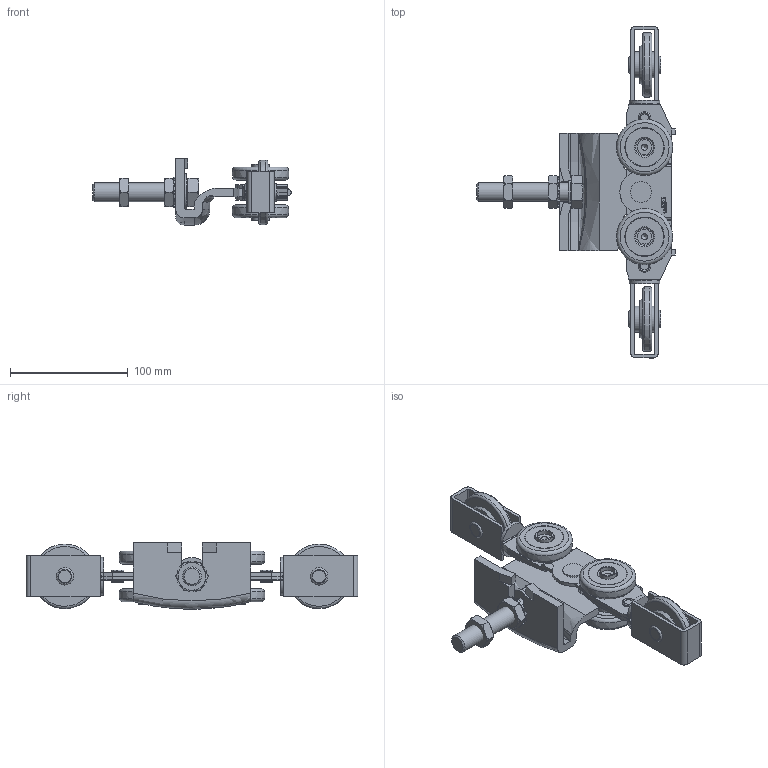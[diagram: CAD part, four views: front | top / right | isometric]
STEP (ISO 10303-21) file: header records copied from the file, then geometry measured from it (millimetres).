
FILE_DESCRIPTION(/* description */ (''),/* implementation_level */ '2;1');
FILE_NAME(/* name */ '9252SE.stp',/* time_stamp */ '2018-10-30T14:05:56+01:00',/* author */ ('ANTHONY'),/* organization */ (''),/* preprocessor_version */ 'ST-DEVELOPER v16.5',/* originating_system */ 'Autodesk Inventor 2017',/* authorisation */ '');
FILE_SCHEMA (('AUTOMOTIVE_DESIGN { 1 0 10303 214 3 1 1 }'));
Length unit declared in the file: millimetre
Products named in the file (16): 9252SE; 9252; 15180; 15709; 15821; 15210; 15823; S5H; 04552; 15745; 09045; 06016; 15908; 16452; 16224; 16668
Assembly tree (27 placements, depth 4):
  9252SE
    9252
      15180  x2
      15709
      15821  x4
      15210
      15823  x2
      S5H
        04552
        15745
        09045
        06016  x2
    15908  x4
    16452  x2
    16224  x2
    16668  x2
Bounding box: 168.55 x 282 x 56.35 mm (x, y, z)
Volume: 328927.7 mm3; surface area: 176567.7 mm2
Topology: 33 solids, 33 shells, 966 faces, 2394 edges, 1552 vertices
Faces by surface type: plane 519, cylinder 288, bspline 89, torus 36, cone 34
Full cylindrical faces by diameter (mm): 1.342 x2, 1.458 x2, 5.2 x8, 10.4 x4, 11.8 x4, 12 x2, 12.2 x4, 12.5 x8, 13.835 x2, 14.8 x4, 15 x6, 15.8 x1, 16 x1, 16.2 x4, 16.3 x2, 17 x1, 18 x1, 22 x5, 24 x4, 25 x4, 27 x4, 32 x1, 32.6 x8, 33.4 x8
Entity records: 16992 total; most frequent: CARTESIAN_POINT 3907, DIRECTION 2579, ORIENTED_EDGE 2560, EDGE_CURVE 1280, AXIS2_PLACEMENT_3D 899, VERTEX_POINT 875, LINE 781, VECTOR 781
